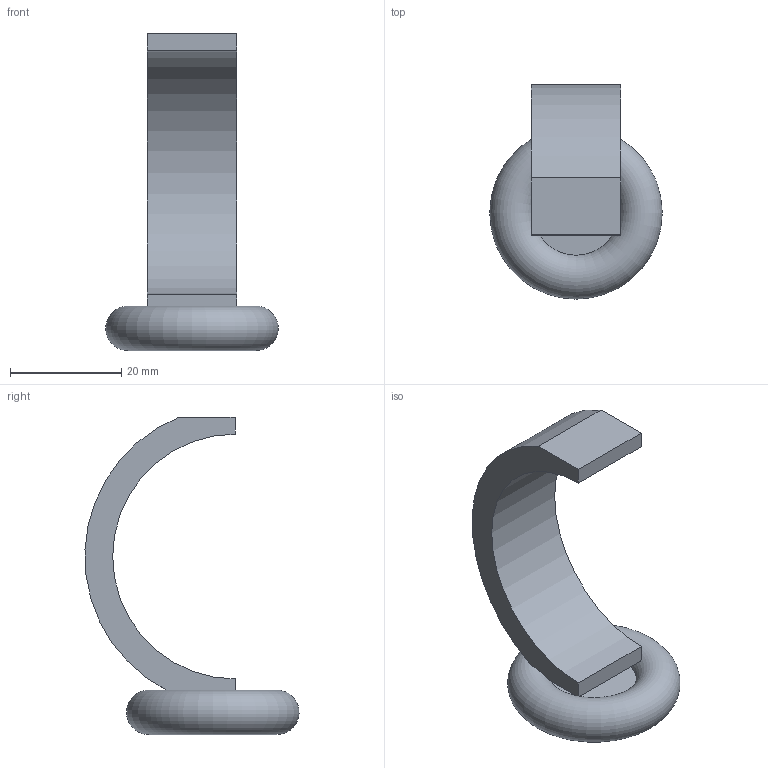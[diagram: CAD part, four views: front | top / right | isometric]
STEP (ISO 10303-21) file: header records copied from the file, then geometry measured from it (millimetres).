
FILE_DESCRIPTION(/* description */ (''),/* implementation_level */ '2;1');
FILE_NAME(/* name */ 'Tricycle Landing Gear v1.step',/* time_stamp */ '2021-06-23T21:04:19+06:00',/* author */ (''),/* organization */ (''),/* preprocessor_version */ 'ST-DEVELOPER v18.1',/* originating_system */ 'Autodesk Translation Framework v10.6.0.1341',/* authorisation */ '');
FILE_SCHEMA (('AUTOMOTIVE_DESIGN { 1 0 10303 214 3 1 1 }'));
Length unit declared in the file: centimetre
Products named in the file (1): Tricycle LAnding Gear
Bounding box: 30.99 x 38.47 x 56.99 mm (x, y, z)
Volume: 9366 mm3; surface area: 5423.9 mm2
Topology: 1 solids, 1 shells, 14 faces, 39 edges, 25 vertices
Faces by surface type: plane 9, cylinder 4, torus 1
Full cylindrical faces by diameter (mm): 1.414 x2
Entity records: 545 total; most frequent: CARTESIAN_POINT 135, ORIENTED_EDGE 78, DIRECTION 76, EDGE_CURVE 39, AXIS2_PLACEMENT_3D 30, VERTEX_POINT 25, EDGE_LOOP 21, LINE 16
